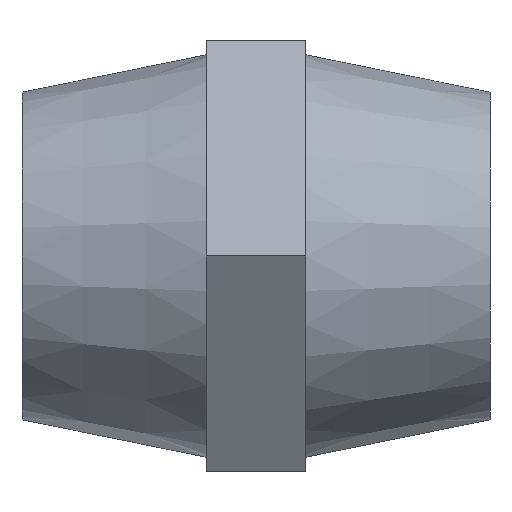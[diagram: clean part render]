
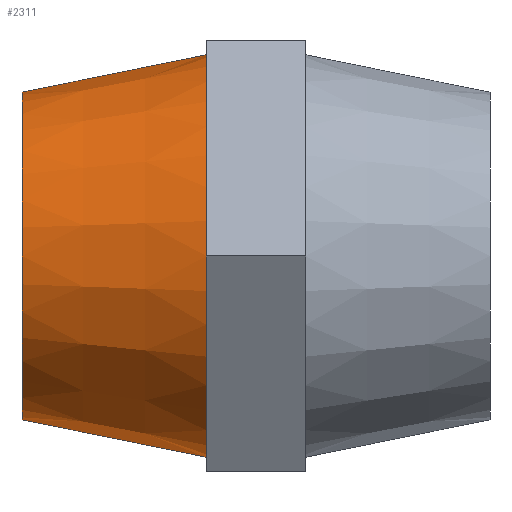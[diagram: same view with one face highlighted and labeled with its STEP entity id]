
A CAD part, left-side view. The second image highlights one B-rep face of the part: STEP entity #2311.
In plain terms, the highlighted conical face has half-angle 11.478 degrees and reference radius 21.5 mm.
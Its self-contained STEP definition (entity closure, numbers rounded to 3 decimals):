
#45 = EDGE_LOOP ( 'NONE', ( #83, #1103, #1937, #2778 ) ) ;
#68 = DIRECTION ( 'NONE',  ( 0., -1., 0. ) ) ;
#83 = ORIENTED_EDGE ( 'NONE', *, *, #1762, .F. ) ;
#187 = CARTESIAN_POINT ( 'NONE',  ( 0., 25., 0. ) ) ;
#292 = DIRECTION ( 'NONE',  ( 0., 0., -1. ) ) ;
#416 = LINE ( 'NONE', #901, #540 ) ;
#451 = CARTESIAN_POINT ( 'NONE',  ( 0., 25., 17.5 ) ) ;
#460 = DIRECTION ( 'NONE',  ( 0., 0., -1. ) ) ;
#540 = VECTOR ( 'NONE', #3166, 1000. ) ;
#545 = CONICAL_SURFACE ( 'NONE', #3125, 21.5, 0.2 ) ;
#547 = EDGE_CURVE ( 'NONE', #2912, #825, #2130, .T. ) ;
#587 = AXIS2_PLACEMENT_3D ( 'NONE', #187, #1424, #460 ) ;
#619 = DIRECTION ( 'NONE',  ( 0., 0., -1. ) ) ;
#726 = VERTEX_POINT ( 'NONE', #2739 ) ;
#825 = VERTEX_POINT ( 'NONE', #2561 ) ;
#872 = EDGE_CURVE ( 'NONE', #726, #1680, #2559, .T. ) ;
#901 = CARTESIAN_POINT ( 'NONE',  ( 0., 5.3, 21.5 ) ) ;
#927 = CARTESIAN_POINT ( 'NONE',  ( 0., 5.3, -21.5 ) ) ;
#1103 = ORIENTED_EDGE ( 'NONE', *, *, #547, .T. ) ;
#1156 = AXIS2_PLACEMENT_3D ( 'NONE', #2287, #68, #619 ) ;
#1163 = DIRECTION ( 'NONE',  ( 0., -0.98, -0.199 ) ) ;
#1424 = DIRECTION ( 'NONE',  ( 0., -1., 0. ) ) ;
#1663 = LINE ( 'NONE', #927, #2447 ) ;
#1680 = VERTEX_POINT ( 'NONE', #2607 ) ;
#1714 = CARTESIAN_POINT ( 'NONE',  ( 0., 5.3, 0. ) ) ;
#1762 = EDGE_CURVE ( 'NONE', #2912, #726, #416, .T. ) ;
#1937 = ORIENTED_EDGE ( 'NONE', *, *, #2243, .T. ) ;
#2013 = FACE_OUTER_BOUND ( 'NONE', #45, .T. ) ;
#2130 = CIRCLE ( 'NONE', #587, 17.5 ) ;
#2243 = EDGE_CURVE ( 'NONE', #825, #1680, #1663, .T. ) ;
#2287 = CARTESIAN_POINT ( 'NONE',  ( 0., 5.3, 0. ) ) ;
#2311 = ADVANCED_FACE ( 'NONE', ( #2013 ), #545, .T. ) ;
#2447 = VECTOR ( 'NONE', #1163, 1000. ) ;
#2508 = DIRECTION ( 'NONE',  ( 0., -1., 0. ) ) ;
#2559 = CIRCLE ( 'NONE', #1156, 21.5 ) ;
#2561 = CARTESIAN_POINT ( 'NONE',  ( 0., 25., -17.5 ) ) ;
#2607 = CARTESIAN_POINT ( 'NONE',  ( 0., 5.3, -21.5 ) ) ;
#2739 = CARTESIAN_POINT ( 'NONE',  ( 0., 5.3, 21.5 ) ) ;
#2778 = ORIENTED_EDGE ( 'NONE', *, *, #872, .F. ) ;
#2912 = VERTEX_POINT ( 'NONE', #451 ) ;
#3125 = AXIS2_PLACEMENT_3D ( 'NONE', #1714, #2508, #292 ) ;
#3166 = DIRECTION ( 'NONE',  ( 0., -0.98, 0.199 ) ) ;
